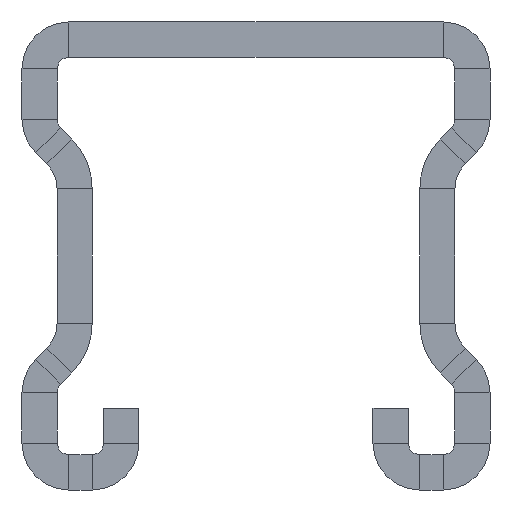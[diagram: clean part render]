
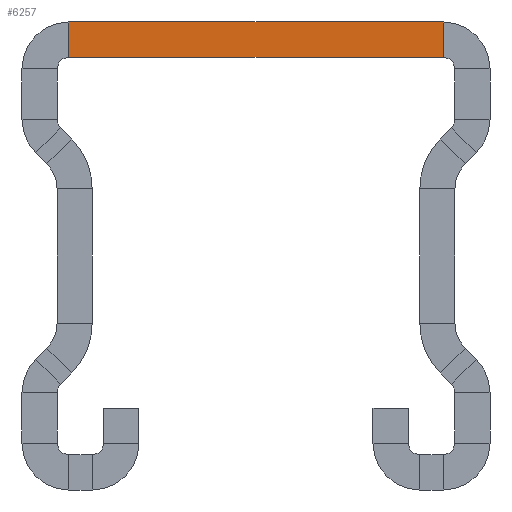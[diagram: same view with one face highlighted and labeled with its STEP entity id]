
A CAD part, front view. The second image highlights one B-rep face of the part: STEP entity #6257.
In plain terms, the highlighted planar face has unit normal (0, -1, 0).
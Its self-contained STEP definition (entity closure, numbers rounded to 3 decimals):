
#1269=DIRECTION('',(0.,0.,-1.));
#1270=VECTOR('',#1269,3.);
#1271=CARTESIAN_POINT('',(16.,-1500.,20.));
#1272=LINE('',#1271,#1270);
#1273=DIRECTION('',(1.,0.,0.));
#1274=VECTOR('',#1273,32.);
#1275=CARTESIAN_POINT('',(-16.,-1500.,17.));
#1276=LINE('',#1275,#1274);
#1277=DIRECTION('',(1.,0.,0.));
#1278=VECTOR('',#1277,32.);
#1279=CARTESIAN_POINT('',(-16.,-1500.,20.));
#1280=LINE('',#1279,#1278);
#2737=DIRECTION('',(0.,0.,-1.));
#2738=VECTOR('',#2737,3.);
#2739=CARTESIAN_POINT('',(-16.,-1500.,20.));
#2740=LINE('',#2739,#2738);
#4154=CARTESIAN_POINT('',(16.,-1500.,20.));
#4156=VERTEX_POINT('',#4154);
#4166=CARTESIAN_POINT('',(-16.,-1500.,20.));
#4168=VERTEX_POINT('',#4166);
#4202=CARTESIAN_POINT('',(16.,-1500.,17.));
#4204=VERTEX_POINT('',#4202);
#4214=CARTESIAN_POINT('',(-16.,-1500.,17.));
#4216=VERTEX_POINT('',#4214);
#6243=CARTESIAN_POINT('',(0.,-1500.,18.5));
#6244=DIRECTION('',(0.,-1.,0.));
#6245=DIRECTION('',(1.,0.,0.));
#6246=AXIS2_PLACEMENT_3D('',#6243,#6244,#6245);
#6247=PLANE('',#6246);
#6249=ORIENTED_EDGE('',*,*,#6248,.T.);
#6251=ORIENTED_EDGE('',*,*,#6250,.F.);
#6253=ORIENTED_EDGE('',*,*,#6252,.F.);
#6254=ORIENTED_EDGE('',*,*,#5634,.T.);
#6255=EDGE_LOOP('',(#6249,#6251,#6253,#6254));
#6256=FACE_OUTER_BOUND('',#6255,.F.);
#6257=ADVANCED_FACE('',(#6256),#6247,.T.);
#5634=EDGE_CURVE('',#4168,#4156,#1280,.T.);
#6248=EDGE_CURVE('',#4156,#4204,#1272,.T.);
#6250=EDGE_CURVE('',#4216,#4204,#1276,.T.);
#6252=EDGE_CURVE('',#4168,#4216,#2740,.T.);
